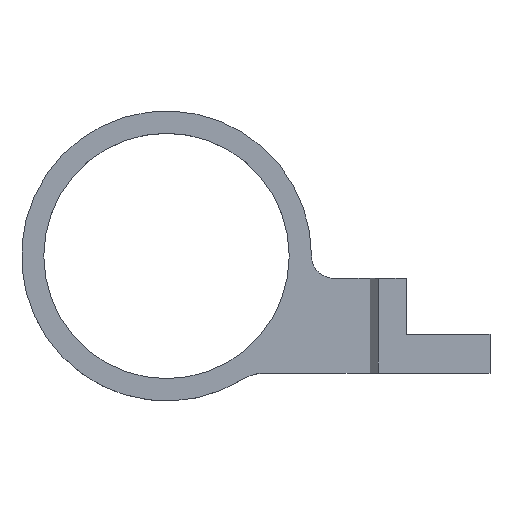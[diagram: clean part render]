
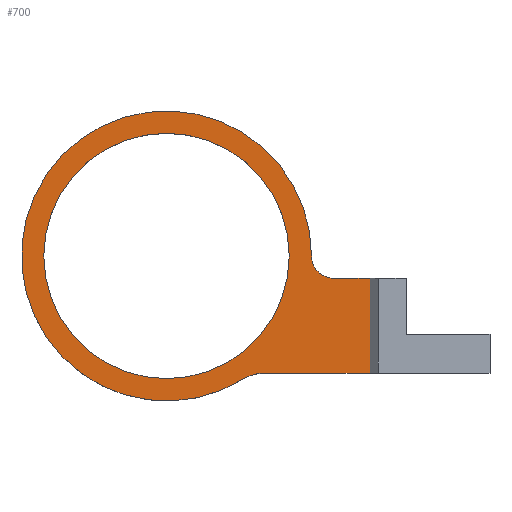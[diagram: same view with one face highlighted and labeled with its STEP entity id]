
A CAD part, top view. The second image highlights one B-rep face of the part: STEP entity #700.
In plain terms, the highlighted planar face has unit normal (0, 0, 1).
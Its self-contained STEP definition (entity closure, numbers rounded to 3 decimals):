
#16=FACE_BOUND('',#98,.T.);
#24=PLANE('',#754);
#59=FACE_OUTER_BOUND('',#97,.T.);
#97=EDGE_LOOP('',(#596,#597,#598,#599,#600,#601));
#98=EDGE_LOOP('',(#602));
#158=CIRCLE('',#755,4.);
#159=CIRCLE('',#756,26.);
#160=CIRCLE('',#757,7.5);
#161=CIRCLE('',#758,22.);
#189=LINE('',#2439,#238);
#197=LINE('',#2455,#246);
#200=LINE('',#2461,#249);
#238=VECTOR('',#847,10.);
#246=VECTOR('',#861,10.);
#249=VECTOR('',#866,10.);
#313=VERTEX_POINT('',#2436);
#314=VERTEX_POINT('',#2438);
#319=VERTEX_POINT('',#2453);
#321=VERTEX_POINT('',#2459);
#326=VERTEX_POINT('',#2474);
#327=VERTEX_POINT('',#2476);
#328=VERTEX_POINT('',#2479);
#405=EDGE_CURVE('',#314,#313,#189,.T.);
#413=EDGE_CURVE('',#313,#319,#197,.T.);
#416=EDGE_CURVE('',#319,#321,#200,.T.);
#423=EDGE_CURVE('',#321,#326,#158,.T.);
#424=EDGE_CURVE('',#326,#327,#159,.T.);
#425=EDGE_CURVE('',#327,#314,#160,.T.);
#426=EDGE_CURVE('',#328,#328,#161,.T.);
#596=ORIENTED_EDGE('',*,*,#413,.T.);
#597=ORIENTED_EDGE('',*,*,#416,.T.);
#598=ORIENTED_EDGE('',*,*,#423,.T.);
#599=ORIENTED_EDGE('',*,*,#424,.T.);
#600=ORIENTED_EDGE('',*,*,#425,.T.);
#601=ORIENTED_EDGE('',*,*,#405,.T.);
#602=ORIENTED_EDGE('',*,*,#426,.T.);
#700=ADVANCED_FACE('',(#59,#16),#24,.T.);
#754=AXIS2_PLACEMENT_3D('',#2473,#875,#876);
#755=AXIS2_PLACEMENT_3D('',#2475,#877,#878);
#756=AXIS2_PLACEMENT_3D('',#2477,#879,#880);
#757=AXIS2_PLACEMENT_3D('',#2478,#881,#882);
#758=AXIS2_PLACEMENT_3D('',#2480,#883,#884);
#847=DIRECTION('',(1.,0.,0.));
#861=DIRECTION('',(0.,1.,0.));
#866=DIRECTION('',(-1.,0.,0.));
#875=DIRECTION('center_axis',(0.,0.,1.));
#876=DIRECTION('ref_axis',(1.,0.,0.));
#877=DIRECTION('center_axis',(0.,0.,-1.));
#878=DIRECTION('ref_axis',(-1.,0.,0.));
#879=DIRECTION('center_axis',(0.,0.,1.));
#880=DIRECTION('ref_axis',(1.,0.,0.));
#881=DIRECTION('center_axis',(0.,0.,-1.));
#882=DIRECTION('ref_axis',(0.,1.,0.));
#883=DIRECTION('center_axis',(0.,0.,-1.));
#884=DIRECTION('ref_axis',(1.,0.,0.));
#2436=CARTESIAN_POINT('',(62.5,5.,6.));
#2438=CARTESIAN_POINT('',(43.607,5.,6.));
#2439=CARTESIAN_POINT('',(43.607,5.,6.));
#2453=CARTESIAN_POINT('',(62.5,22.,6.));
#2455=CARTESIAN_POINT('',(62.5,24.,6.));
#2459=CARTESIAN_POINT('',(56.,22.,6.));
#2461=CARTESIAN_POINT('',(56.,22.,6.));
#2473=CARTESIAN_POINT('Origin',(42.,26.,6.));
#2474=CARTESIAN_POINT('',(52.,26.,6.));
#2475=CARTESIAN_POINT('Origin',(56.,26.,6.));
#2476=CARTESIAN_POINT('',(39.665,3.881,6.));
#2477=CARTESIAN_POINT('Origin',(26.,26.,6.));
#2478=CARTESIAN_POINT('Origin',(43.607,-2.5,6.));
#2479=CARTESIAN_POINT('',(4.,26.,6.));
#2480=CARTESIAN_POINT('Origin',(26.,26.,6.));
